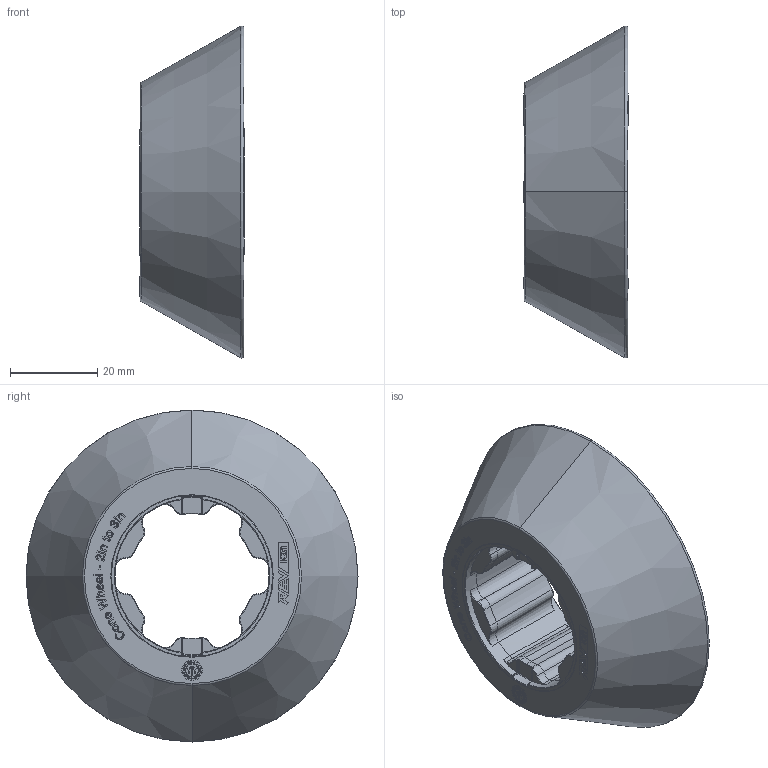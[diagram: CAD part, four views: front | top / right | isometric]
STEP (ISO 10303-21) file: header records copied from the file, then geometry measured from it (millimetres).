
FILE_DESCRIPTION (( 'STEP AP203' ), '1' );
FILE_NAME ('REV-21-6563_RevA_UNLINKED.STEP', '2025-11-07T22:19:44', ( '' ), ( '' ), 'SwSTEP 2.0', 'SolidWorks 2022', '' );
FILE_SCHEMA (( 'CONFIG_CONTROL_DESIGN' ));
Length unit declared in the file: millimetre
Products named in the file (3): REV-20-2402; REV-21-6563_RevA_UNLINKED; REV-21-6563-P01
Assembly tree (2 placements, depth 2):
  REV-21-6563_RevA_UNLINKED
    REV-21-6563-P01
    REV-20-2402
Bounding box: 24.01 x 76.2 x 76.2 mm (x, y, z)
Volume: 50122.7 mm3; surface area: 27563.9 mm2
Topology: 2 solids, 2 shells, 1737 faces, 4398 edges, 2673 vertices
Faces by surface type: plane 672, bspline 454, torus 269, cone 181, cylinder 118, sphere 43
Entity records: 71427 total; most frequent: CARTESIAN_POINT 32687, ORIENTED_EDGE 8558, DIRECTION 7042, EDGE_CURVE 4279, VERTEX_POINT 2653, AXIS2_PLACEMENT_3D 2436, LINE 2170, VECTOR 2170
